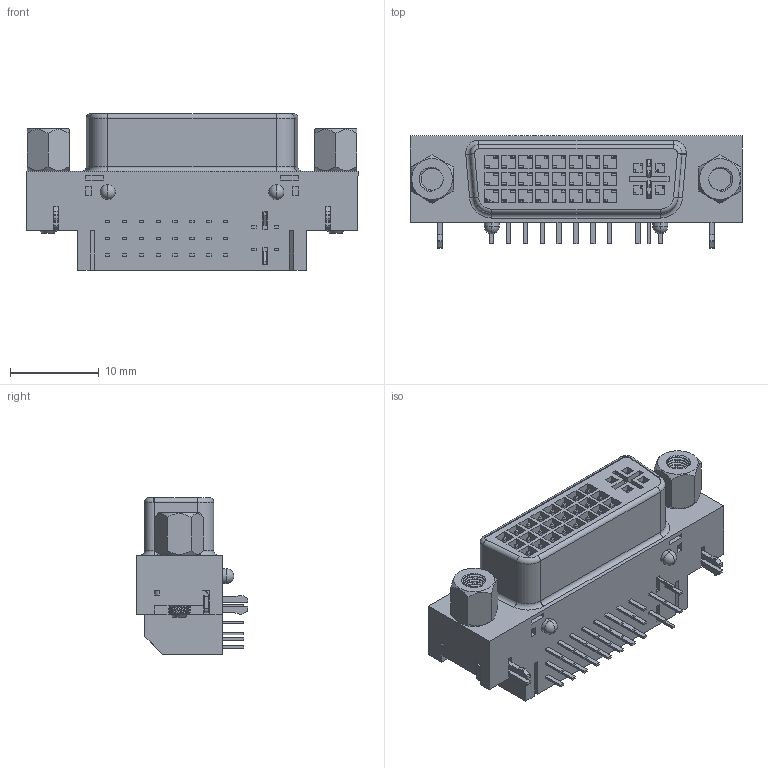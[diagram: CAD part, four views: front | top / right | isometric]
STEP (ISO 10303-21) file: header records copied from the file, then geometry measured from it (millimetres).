
FILE_DESCRIPTION (( 'STEP AP214' ), '1' );
FILE_NAME ('FDI2401-F0DB300W1K-C.STEP', '2024-11-15T03:10:59', ( '' ), ( '' ), 'SwSTEP 2.0', 'SolidWorks 2021', '' );
FILE_SCHEMA (( 'AUTOMOTIVE_DESIGN' ));
Length unit declared in the file: millimetre
Products named in the file (1): FDI2401-F0DB300W1K-C
Bounding box: 37.5 x 12.65 x 17.7 mm (x, y, z)
Volume: 4054.2 mm3; surface area: 4380 mm2
Topology: 1 solids, 5 shells, 1848 faces, 4766 edges, 2967 vertices
Faces by surface type: plane 1470, cylinder 333, bspline 18, cone 12, torus 11, sphere 4
Entity records: 65416 total; most frequent: CARTESIAN_POINT 21343, ORIENTED_EDGE 9516, DIRECTION 8427, EDGE_CURVE 4758, VECTOR 3941, LINE 3941, VERTEX_POINT 2963, AXIS2_PLACEMENT_3D 2243
